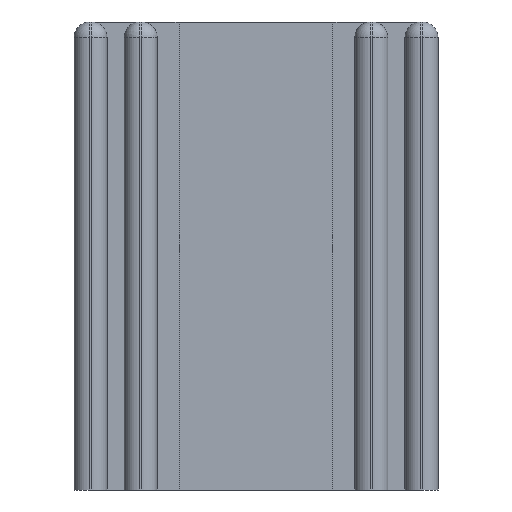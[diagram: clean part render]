
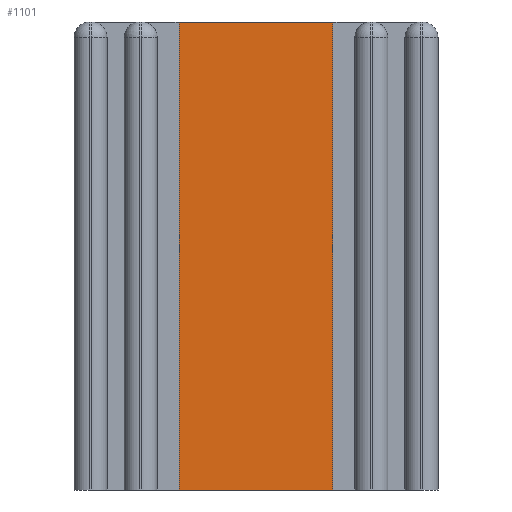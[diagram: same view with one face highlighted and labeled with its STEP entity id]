
A CAD part, front view. The second image highlights one B-rep face of the part: STEP entity #1101.
In plain terms, the highlighted planar face has unit normal (0, -1, 0).
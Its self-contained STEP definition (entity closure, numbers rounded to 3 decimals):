
#38=PLANE('',#1230);
#107=FACE_OUTER_BOUND('',#174,.T.);
#174=EDGE_LOOP('',(#920,#921,#922,#923));
#233=LINE('',#1723,#336);
#267=LINE('',#1851,#370);
#271=LINE('',#1859,#374);
#272=LINE('',#1861,#375);
#336=VECTOR('',#1369,10.);
#370=VECTOR('',#1521,10.);
#374=VECTOR('',#1529,10.);
#375=VECTOR('',#1532,10.);
#482=VERTEX_POINT('',#1690);
#497=VERTEX_POINT('',#1721);
#532=VERTEX_POINT('',#1849);
#534=VERTEX_POINT('',#1857);
#609=EDGE_CURVE('',#497,#482,#233,.T.);
#673=EDGE_CURVE('',#482,#532,#267,.T.);
#677=EDGE_CURVE('',#534,#497,#271,.T.);
#678=EDGE_CURVE('',#532,#534,#272,.T.);
#920=ORIENTED_EDGE('',*,*,#678,.F.);
#921=ORIENTED_EDGE('',*,*,#673,.F.);
#922=ORIENTED_EDGE('',*,*,#609,.F.);
#923=ORIENTED_EDGE('',*,*,#677,.F.);
#1101=ADVANCED_FACE('',(#107),#38,.F.);
#1230=AXIS2_PLACEMENT_3D('',#1860,#1530,#1531);
#1369=DIRECTION('',(1.,0.,0.));
#1521=DIRECTION('',(0.,0.,-1.));
#1529=DIRECTION('',(0.,0.,1.));
#1530=DIRECTION('center_axis',(0.,1.,0.));
#1531=DIRECTION('ref_axis',(0.,0.,1.));
#1532=DIRECTION('',(-1.,0.,0.));
#1690=CARTESIAN_POINT('',(14.8,0.1,47.5));
#1721=CARTESIAN_POINT('',(-14.8,0.1,47.5));
#1723=CARTESIAN_POINT('',(-17.5,0.1,47.5));
#1849=CARTESIAN_POINT('',(14.8,0.1,-42.5));
#1851=CARTESIAN_POINT('',(14.8,0.1,0.));
#1857=CARTESIAN_POINT('',(-14.8,0.1,-42.5));
#1859=CARTESIAN_POINT('',(-14.8,0.1,0.));
#1860=CARTESIAN_POINT('Origin',(0.,0.1,0.));
#1861=CARTESIAN_POINT('',(0.,0.1,-42.5));
